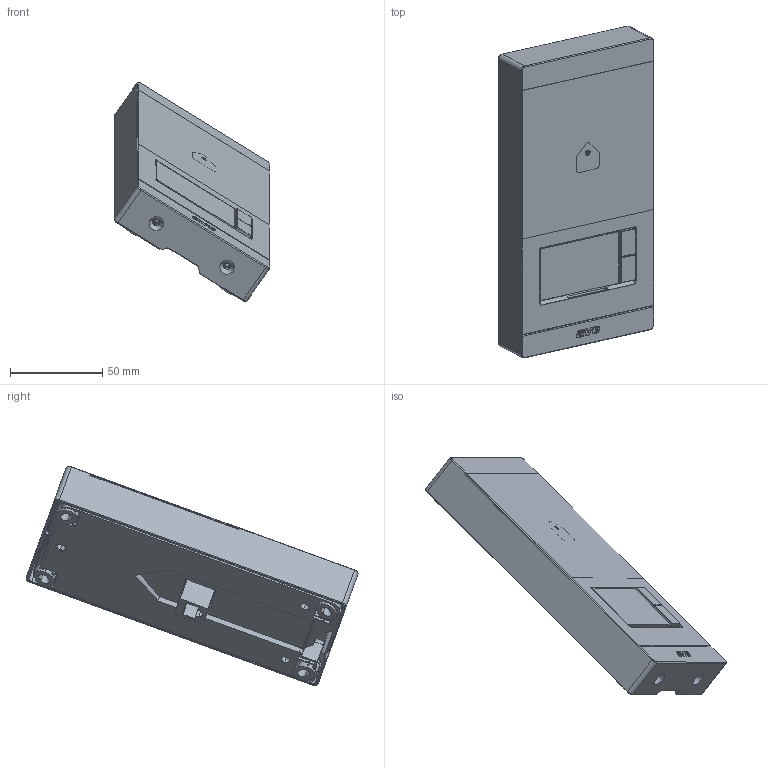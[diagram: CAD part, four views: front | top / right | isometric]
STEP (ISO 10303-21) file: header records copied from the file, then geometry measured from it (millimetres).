
FILE_DESCRIPTION(('CATIA V5 STEP Exchange'),'2;1');
FILE_NAME('VI2F-PE2AP.stp','2024-03-21T13:32:37+00:00',('none'),('none'),'CATIA Version 5-6 Release 2016 SP6','CATIA V5 STEP AP203','none');
FILE_SCHEMA(('CONFIG_CONTROL_DESIGN'));
Products named in the file (1): VI2F-PE2AP
Assembly tree (2 placements, depth 2):
  VI2F-PE2AP
    #57
    #143633
Bounding box: 84.21 x 179.62 x 118.51 mm (x, y, z)
Volume: 162905.6 mm3; surface area: 200274.4 mm2
Topology: 43 solids, 43 shells, 4130 faces, 10965 edges, 7040 vertices
Faces by surface type: plane 2620, cylinder 1079, cone 229, bspline 127, extrusion 32, torus 28, sphere 15
Entity records: 143513 total; most frequent: CARTESIAN_POINT 45516, ORIENTED_EDGE 21884, DIRECTION 16987, EDGE_CURVE 10942, VECTOR 7262, LINE 7230, VERTEX_POINT 7036, AXIS2_PLACEMENT_3D 5750
